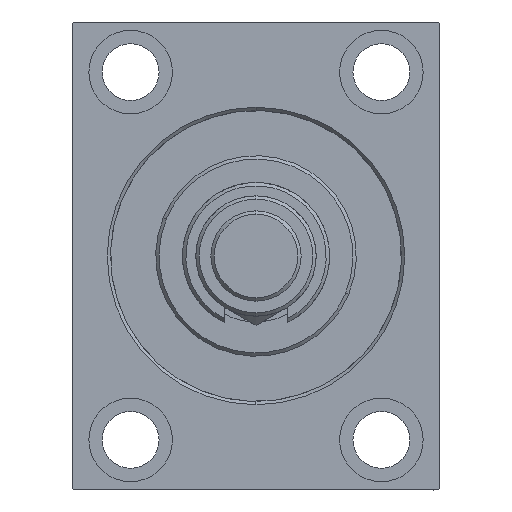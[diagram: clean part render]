
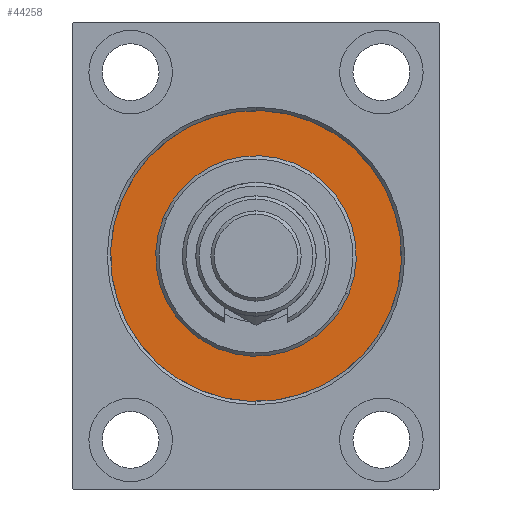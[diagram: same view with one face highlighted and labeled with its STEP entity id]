
A CAD part, left-side view. The second image highlights one B-rep face of the part: STEP entity #44258.
In plain terms, the highlighted face is planar.
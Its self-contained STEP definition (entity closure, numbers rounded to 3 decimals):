
#1109 = CARTESIAN_POINT ( 'NONE',  ( 0., 0., 0. ) ) ;
#1559 = VERTEX_POINT ( 'NONE', #3716 ) ;
#2214 = DIRECTION ( 'NONE',  ( -1., 0., 0. ) ) ;
#3513 = PLANE ( 'NONE',  #10504 ) ;
#3716 = CARTESIAN_POINT ( 'NONE',  ( 0., 0., 30. ) ) ;
#3981 = DIRECTION ( 'NONE',  ( 0., 0., 1. ) ) ;
#4439 = CARTESIAN_POINT ( 'NONE',  ( 0., 0., 0. ) ) ;
#4886 = DIRECTION ( 'NONE',  ( 0., 0., -1. ) ) ;
#5281 = CARTESIAN_POINT ( 'NONE',  ( 0., 0., 0. ) ) ;
#6060 = ORIENTED_EDGE ( 'NONE', *, *, #39833, .F. ) ;
#7271 = DIRECTION ( 'NONE',  ( -1., 0., 0. ) ) ;
#8997 = CIRCLE ( 'NONE', #28635, 30. ) ;
#9845 = AXIS2_PLACEMENT_3D ( 'NONE', #18853, #25953, #15309 ) ;
#10360 = FACE_BOUND ( 'NONE', #42404, .T. ) ;
#10504 = AXIS2_PLACEMENT_3D ( 'NONE', #29236, #7271, #10588 ) ;
#10588 = DIRECTION ( 'NONE',  ( 0., 0., 1. ) ) ;
#11584 = CARTESIAN_POINT ( 'NONE',  ( 0., 0., -43.5 ) ) ;
#12224 = EDGE_CURVE ( 'NONE', #46482, #38752, #37938, .T. ) ;
#12965 = AXIS2_PLACEMENT_3D ( 'NONE', #5281, #2214, #26784 ) ;
#13489 = CARTESIAN_POINT ( 'NONE',  ( 0., 0., -30. ) ) ;
#14701 = ORIENTED_EDGE ( 'NONE', *, *, #38972, .F. ) ;
#15085 = AXIS2_PLACEMENT_3D ( 'NONE', #4439, #18847, #3981 ) ;
#15309 = DIRECTION ( 'NONE',  ( 0., 0., -1. ) ) ;
#18847 = DIRECTION ( 'NONE',  ( -1., 0., 0. ) ) ;
#18853 = CARTESIAN_POINT ( 'NONE',  ( 0., 0., 0. ) ) ;
#22049 = VERTEX_POINT ( 'NONE', #13489 ) ;
#25953 = DIRECTION ( 'NONE',  ( 1., 0., 0. ) ) ;
#26784 = DIRECTION ( 'NONE',  ( 0., 0., 1. ) ) ;
#27807 = ORIENTED_EDGE ( 'NONE', *, *, #36655, .F. ) ;
#28635 = AXIS2_PLACEMENT_3D ( 'NONE', #1109, #40534, #4886 ) ;
#29236 = CARTESIAN_POINT ( 'NONE',  ( 0., 0., 0. ) ) ;
#33232 = CIRCLE ( 'NONE', #9845, 30. ) ;
#33945 = CIRCLE ( 'NONE', #15085, 43.5 ) ;
#36237 = ORIENTED_EDGE ( 'NONE', *, *, #12224, .F. ) ;
#36655 = EDGE_CURVE ( 'NONE', #22049, #1559, #8997, .T. ) ;
#37938 = CIRCLE ( 'NONE', #12965, 43.5 ) ;
#38752 = VERTEX_POINT ( 'NONE', #11584 ) ;
#38972 = EDGE_CURVE ( 'NONE', #38752, #46482, #33945, .T. ) ;
#39673 = CARTESIAN_POINT ( 'NONE',  ( 0., 0., 43.5 ) ) ;
#39833 = EDGE_CURVE ( 'NONE', #1559, #22049, #33232, .T. ) ;
#40534 = DIRECTION ( 'NONE',  ( 1., 0., 0. ) ) ;
#42404 = EDGE_LOOP ( 'NONE', ( #6060, #27807 ) ) ;
#44258 = ADVANCED_FACE ( 'NONE', ( #10360, #46479 ), #3513, .F. ) ;
#45678 = EDGE_LOOP ( 'NONE', ( #14701, #36237 ) ) ;
#46479 = FACE_OUTER_BOUND ( 'NONE', #45678, .T. ) ;
#46482 = VERTEX_POINT ( 'NONE', #39673 ) ;
